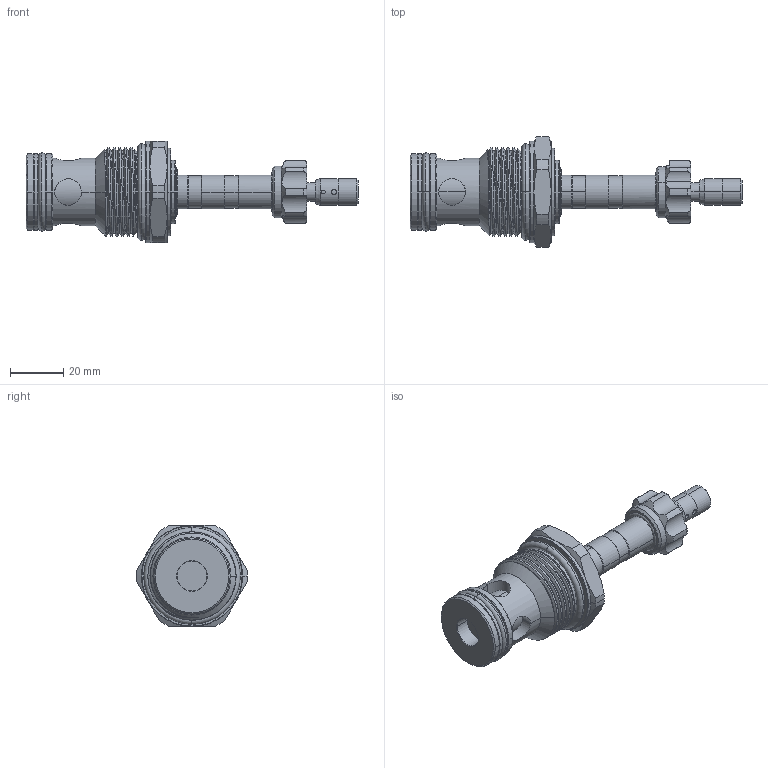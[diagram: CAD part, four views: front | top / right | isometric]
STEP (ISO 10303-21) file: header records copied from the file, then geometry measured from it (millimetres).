
FILE_DESCRIPTION (( 'STEP AP203' ), '1' );
FILE_NAME ('EP16W2A02T05.STEP', '2016-08-24T06:20:26', ( '' ), ( '' ), 'SwSTEP 2.0', 'SolidWorks 2012', '' );
FILE_SCHEMA (( 'CONFIG_CONTROL_DESIGN' ));
Length unit declared in the file: millimetre
Products named in the file (1): EP16W2A02T05
Bounding box: 124.6 x 41.5 x 38 mm (x, y, z)
Volume: 49434.9 mm3; surface area: 16289.7 mm2
Topology: 4 solids, 4 shells, 286 faces, 668 edges, 411 vertices
Faces by surface type: cylinder 134, cone 55, plane 51, torus 42, bspline 4
Entity records: 13711 total; most frequent: CARTESIAN_POINT 7166, DIRECTION 1409, ORIENTED_EDGE 1336, EDGE_CURVE 668, AXIS2_PLACEMENT_3D 602, VERTEX_POINT 411, CIRCLE 319, EDGE_LOOP 315
